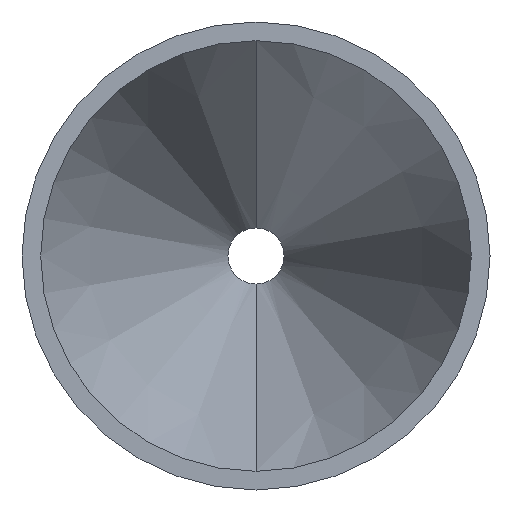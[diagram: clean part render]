
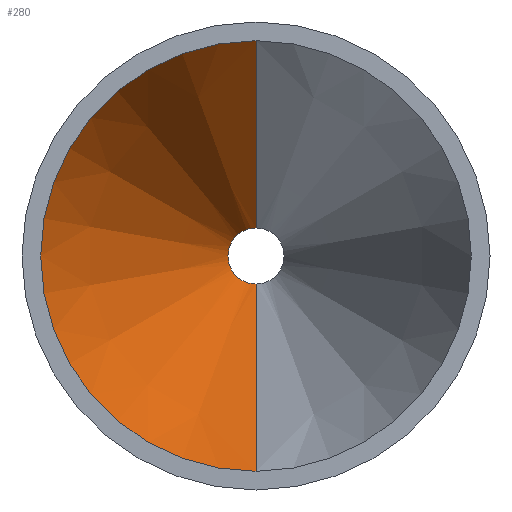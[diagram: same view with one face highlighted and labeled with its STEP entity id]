
A CAD part, front view. The second image highlights one B-rep face of the part: STEP entity #280.
In plain terms, the highlighted conical face has half-angle 21.801 degrees and reference radius 23 mm.
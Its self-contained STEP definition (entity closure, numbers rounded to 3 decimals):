
#10 = AXIS2_PLACEMENT_3D ( 'NONE', #439, #437, #435 ) ;
#44 = AXIS2_PLACEMENT_3D ( 'NONE', #355, #357, #362 ) ;
#48 = AXIS2_PLACEMENT_3D ( 'NONE', #403, #412, #411 ) ;
#54 = EDGE_CURVE ( 'NONE', #266, #176, #151, .T. ) ;
#55 = EDGE_CURVE ( 'NONE', #268, #266, #143, .T. ) ;
#56 = EDGE_CURVE ( 'NONE', #141, #176, #139, .T. ) ;
#78 = EDGE_CURVE ( 'NONE', #268, #141, #178, .T. ) ;
#129 = VECTOR ( 'NONE', #419, 1000. ) ;
#138 = VECTOR ( 'NONE', #378, 1000. ) ;
#139 = LINE ( 'NONE', #413, #129 ) ;
#141 = VERTEX_POINT ( 'NONE', #434 ) ;
#143 = LINE ( 'NONE', #400, #138 ) ;
#151 = CIRCLE ( 'NONE', #48, 23. ) ;
#154 = CONICAL_SURFACE ( 'NONE', #44, 23., 0.381 ) ;
#176 = VERTEX_POINT ( 'NONE', #358 ) ;
#178 = CIRCLE ( 'NONE', #10, 3. ) ;
#182 = FACE_OUTER_BOUND ( 'NONE', #189, .T. ) ;
#189 = EDGE_LOOP ( 'NONE', ( #228, #227, #206, #205 ) ) ;
#205 = ORIENTED_EDGE ( 'NONE', *, *, #56, .F. ) ;
#206 = ORIENTED_EDGE ( 'NONE', *, *, #54, .T. ) ;
#227 = ORIENTED_EDGE ( 'NONE', *, *, #55, .T. ) ;
#228 = ORIENTED_EDGE ( 'NONE', *, *, #78, .F. ) ;
#266 = VERTEX_POINT ( 'NONE', #422 ) ;
#268 = VERTEX_POINT ( 'NONE', #421 ) ;
#280 = ADVANCED_FACE ( 'NONE', ( #182 ), #154, .F. ) ;
#355 = CARTESIAN_POINT ( 'NONE',  ( 0., -100.385, 0. ) ) ;
#357 = DIRECTION ( 'NONE',  ( 0., -1., 0. ) ) ;
#358 = CARTESIAN_POINT ( 'NONE',  ( 0., -100.385, -23. ) ) ;
#362 = DIRECTION ( 'NONE',  ( 0., 0., -1. ) ) ;
#378 = DIRECTION ( 'NONE',  ( 0., -0.928, 0.371 ) ) ;
#400 = CARTESIAN_POINT ( 'NONE',  ( 0., -100.385, 23. ) ) ;
#403 = CARTESIAN_POINT ( 'NONE',  ( 0., -100.385, 0. ) ) ;
#411 = DIRECTION ( 'NONE',  ( 0., 0., -1. ) ) ;
#412 = DIRECTION ( 'NONE',  ( 0., -1., 0. ) ) ;
#413 = CARTESIAN_POINT ( 'NONE',  ( 0., -100.385, -23. ) ) ;
#419 = DIRECTION ( 'NONE',  ( 0., -0.928, -0.371 ) ) ;
#421 = CARTESIAN_POINT ( 'NONE',  ( 0., -50.385, 3. ) ) ;
#422 = CARTESIAN_POINT ( 'NONE',  ( 0., -100.385, 23. ) ) ;
#434 = CARTESIAN_POINT ( 'NONE',  ( 0., -50.385, -3. ) ) ;
#435 = DIRECTION ( 'NONE',  ( -1., 0., 0. ) ) ;
#437 = DIRECTION ( 'NONE',  ( 0., -1., 0. ) ) ;
#439 = CARTESIAN_POINT ( 'NONE',  ( 0., -50.385, 0. ) ) ;
